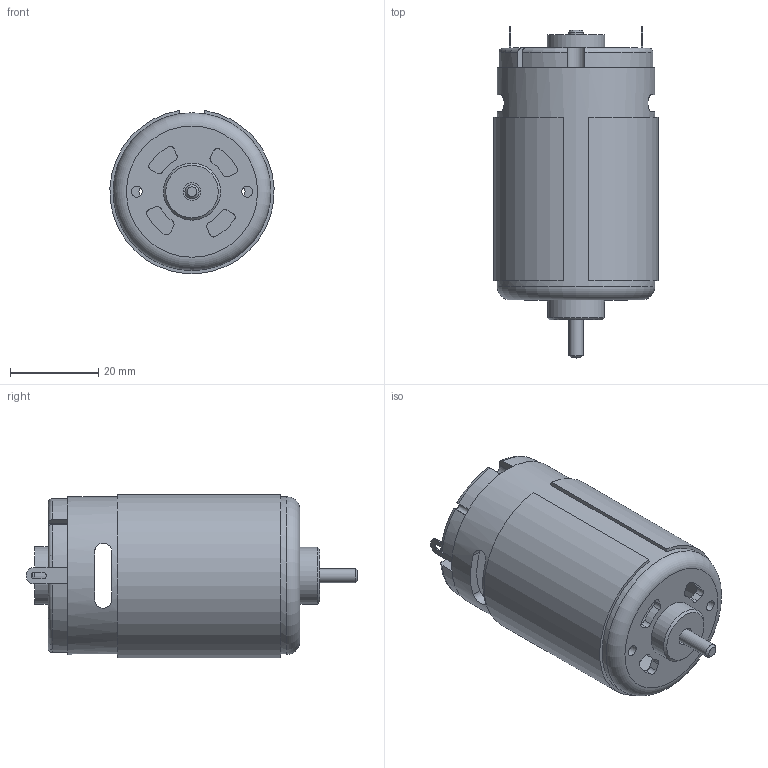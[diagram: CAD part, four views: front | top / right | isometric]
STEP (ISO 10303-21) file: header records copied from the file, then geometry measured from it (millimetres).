
FILE_DESCRIPTION( ( 'Unknown' ), '1' );
FILE_NAME( 'DC_electro-motor_(size_540_MABUCHI).stp', 'Unknown', ( 'Unknown' ), ( 'Unknown' ), 'PSStep 14.0', 'Unknown', ' ' );
FILE_SCHEMA( ( 'AUTOMOTIVE_DESIGN { 1 0 10303 214 1 1 1 1 }' ) );
Length unit declared in the file: millimetre
Products named in the file (1): 1
Bounding box: 37.15 x 75.13 x 36.91 mm (x, y, z)
Volume: 19906 mm3; surface area: 15898.3 mm2
Topology: 1 solids, 1 shells, 145 faces, 388 edges, 257 vertices
Faces by surface type: plane 69, cylinder 65, torus 9, cone 2
Full cylindrical faces by diameter (mm): 1.9 x1, 2.459 x2, 2.5 x2, 2.75 x2, 3.2 x2, 3.881 x2, 4 x1, 12.9 x1, 13 x1, 31.7 x1, 35.7 x1
Entity records: 5902 total; most frequent: CARTESIAN_POINT 1068, DIRECTION 784, ORIENTED_EDGE 716, EDGE_CURVE 358, AXIS2_PLACEMENT_3D 300, VERTEX_POINT 248, EDGE_LOOP 208, LINE 184
